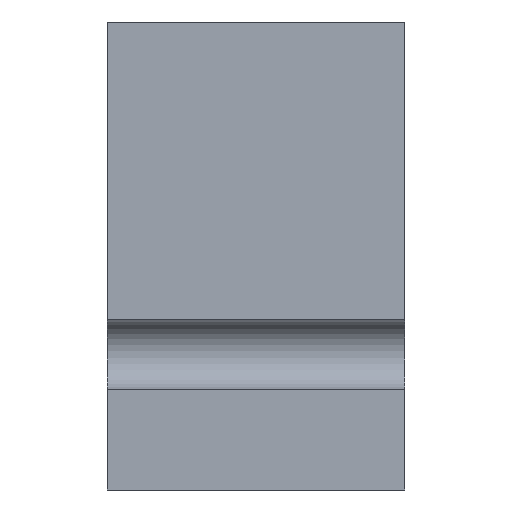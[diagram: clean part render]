
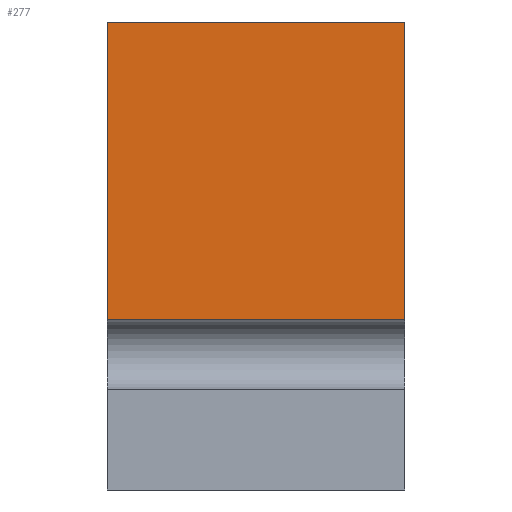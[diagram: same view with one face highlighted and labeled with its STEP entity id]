
A CAD part, front view. The second image highlights one B-rep face of the part: STEP entity #277.
In plain terms, the highlighted planar face has unit normal (0, -1, 0).
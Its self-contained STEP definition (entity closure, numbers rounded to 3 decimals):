
#225=CARTESIAN_POINT('Vertex',(35.,-974.5,27.5)) ;
#232=CARTESIAN_POINT('Vertex',(0.,-974.5,27.5)) ;
#235=CARTESIAN_POINT('Line Origine',(17.5,-974.5,27.5)) ;
#247=CARTESIAN_POINT('Axis2P3D Location',(0.,-974.5,-7.5)) ;
#252=CARTESIAN_POINT('Line Origine',(35.,-974.5,10.)) ;
#256=CARTESIAN_POINT('Vertex',(35.,-974.5,-7.5)) ;
#259=CARTESIAN_POINT('Line Origine',(0.,-974.5,10.)) ;
#263=CARTESIAN_POINT('Vertex',(0.,-974.5,-7.5)) ;
#266=CARTESIAN_POINT('Line Origine',(17.5,-974.5,-7.5)) ;
#236=DIRECTION('Vector Direction',(1.,0.,0.)) ;
#248=DIRECTION('Axis2P3D Direction',(0.,1.,0.)) ;
#249=DIRECTION('Axis2P3D XDirection',(0.,0.,1.)) ;
#253=DIRECTION('Vector Direction',(0.,0.,1.)) ;
#260=DIRECTION('Vector Direction',(0.,0.,1.)) ;
#267=DIRECTION('Vector Direction',(1.,0.,0.)) ;
#250=AXIS2_PLACEMENT_3D('Plane Axis2P3D',#247,#248,#249) ;
#272=ORIENTED_EDGE('',*,*,#258,.T.) ;
#273=ORIENTED_EDGE('',*,*,#239,.F.) ;
#274=ORIENTED_EDGE('',*,*,#265,.F.) ;
#275=ORIENTED_EDGE('',*,*,#270,.T.) ;
#237=VECTOR('Line Direction',#236,1.) ;
#254=VECTOR('Line Direction',#253,1.) ;
#261=VECTOR('Line Direction',#260,1.) ;
#268=VECTOR('Line Direction',#267,1.) ;
#277=ADVANCED_FACE('Corps principal',(#276),#251,.F.) ;
#239=EDGE_CURVE('',#233,#226,#238,.T.) ;
#258=EDGE_CURVE('',#257,#226,#255,.T.) ;
#265=EDGE_CURVE('',#264,#233,#262,.T.) ;
#270=EDGE_CURVE('',#264,#257,#269,.T.) ;
#271=EDGE_LOOP('',(#272,#273,#274,#275)) ;
#276=FACE_OUTER_BOUND('',#271,.T.) ;
#238=LINE('Line',#235,#237) ;
#255=LINE('Line',#252,#254) ;
#262=LINE('Line',#259,#261) ;
#269=LINE('Line',#266,#268) ;
#251=PLANE('Plane',#250) ;
#226=VERTEX_POINT('',#225) ;
#233=VERTEX_POINT('',#232) ;
#257=VERTEX_POINT('',#256) ;
#264=VERTEX_POINT('',#263) ;
